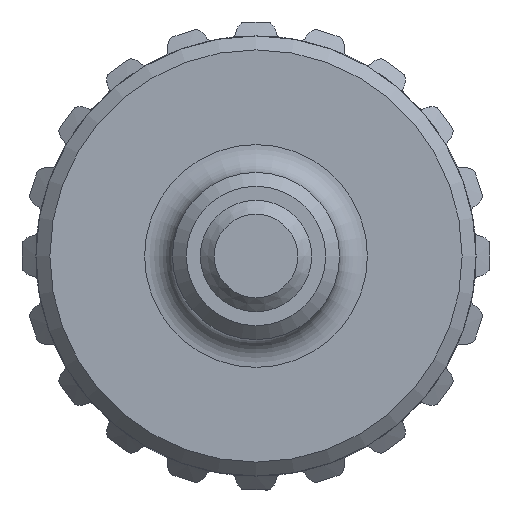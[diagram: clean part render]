
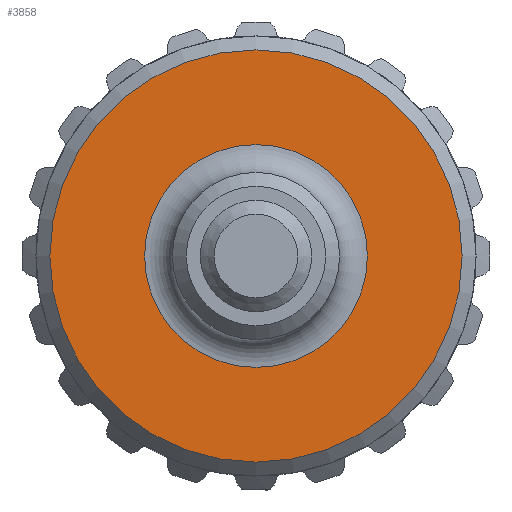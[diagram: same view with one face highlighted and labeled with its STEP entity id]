
A CAD part, left-side view. The second image highlights one B-rep face of the part: STEP entity #3858.
In plain terms, the highlighted planar face has unit normal (-1, 0, 0).
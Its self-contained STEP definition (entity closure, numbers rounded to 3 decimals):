
#19=PLANE('',#4089);
#162=FACE_BOUND('',#434,.T.);
#170=CIRCLE('',#4088,7.4);
#171=CIRCLE('',#4090,4.);
#201=FACE_OUTER_BOUND('',#433,.T.);
#433=EDGE_LOOP('',(#2694));
#434=EDGE_LOOP('',(#2695));
#1580=VERTEX_POINT('',#5904);
#1581=VERTEX_POINT('',#5908);
#2032=EDGE_CURVE('',#1580,#1580,#170,.T.);
#2033=EDGE_CURVE('',#1581,#1581,#171,.T.);
#2694=ORIENTED_EDGE('',*,*,#2032,.F.);
#2695=ORIENTED_EDGE('',*,*,#2033,.F.);
#3858=ADVANCED_FACE('',(#201,#162),#19,.T.);
#4088=AXIS2_PLACEMENT_3D('',#5906,#4391,#4392);
#4089=AXIS2_PLACEMENT_3D('',#5907,#4393,#4394);
#4090=AXIS2_PLACEMENT_3D('',#5909,#4395,#4396);
#4391=DIRECTION('center_axis',(1.,0.,0.));
#4392=DIRECTION('ref_axis',(0.,-1.,0.));
#4393=DIRECTION('center_axis',(-1.,0.,0.));
#4394=DIRECTION('ref_axis',(0.,-1.,0.));
#4395=DIRECTION('center_axis',(-1.,0.,0.));
#4396=DIRECTION('ref_axis',(0.,-1.,0.));
#5904=CARTESIAN_POINT('',(-20.975,-54.6,16.83));
#5906=CARTESIAN_POINT('Origin',(-20.975,-62.,16.83));
#5907=CARTESIAN_POINT('Origin',(-20.975,-62.,17.08));
#5908=CARTESIAN_POINT('',(-20.975,-62.,20.83));
#5909=CARTESIAN_POINT('Origin',(-20.975,-62.,16.83));
